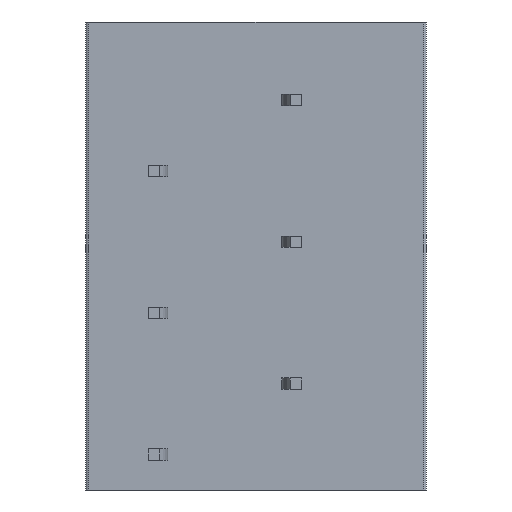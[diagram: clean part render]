
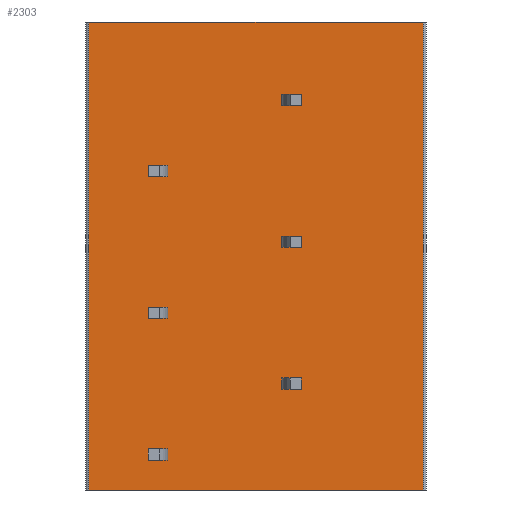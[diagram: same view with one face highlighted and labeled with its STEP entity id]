
A CAD part, front view. The second image highlights one B-rep face of the part: STEP entity #2303.
In plain terms, the highlighted planar face has unit normal (0, -1, 0).
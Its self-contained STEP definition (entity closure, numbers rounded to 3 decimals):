
#42=DIRECTION('',(1.,0.,0.));
#43=VECTOR('',#42,11.8);
#44=CARTESIAN_POINT('',(-5.9,-5.75,-13.75));
#45=LINE('',#44,#43);
#63=DIRECTION('',(0.,0.,-1.));
#64=VECTOR('',#63,16.5);
#65=CARTESIAN_POINT('',(5.9,-5.75,2.75));
#66=LINE('',#65,#64);
#67=DIRECTION('',(0.,0.,-1.));
#68=VECTOR('',#67,16.5);
#69=CARTESIAN_POINT('',(-5.9,-5.75,2.75));
#70=LINE('',#69,#68);
#71=DIRECTION('',(1.,0.,0.));
#72=VECTOR('',#71,0.4);
#73=CARTESIAN_POINT('',(1.2,-5.75,-0.2));
#74=LINE('',#73,#72);
#75=DIRECTION('',(0.,0.,1.));
#76=VECTOR('',#75,0.4);
#77=CARTESIAN_POINT('',(1.6,-5.75,-0.2));
#78=LINE('',#77,#76);
#79=DIRECTION('',(1.,0.,0.));
#80=VECTOR('',#79,0.4);
#81=CARTESIAN_POINT('',(1.2,-5.75,0.2));
#82=LINE('',#81,#80);
#83=DIRECTION('',(0.,0.,1.));
#84=VECTOR('',#83,0.4);
#85=CARTESIAN_POINT('',(1.2,-5.75,-0.2));
#86=LINE('',#85,#84);
#87=DIRECTION('',(1.,0.,0.));
#88=VECTOR('',#87,0.4);
#89=CARTESIAN_POINT('',(1.2,-5.75,-5.2));
#90=LINE('',#89,#88);
#91=DIRECTION('',(0.,0.,1.));
#92=VECTOR('',#91,0.4);
#93=CARTESIAN_POINT('',(1.6,-5.75,-5.2));
#94=LINE('',#93,#92);
#95=DIRECTION('',(1.,0.,0.));
#96=VECTOR('',#95,0.4);
#97=CARTESIAN_POINT('',(1.2,-5.75,-4.8));
#98=LINE('',#97,#96);
#99=DIRECTION('',(0.,0.,1.));
#100=VECTOR('',#99,0.4);
#101=CARTESIAN_POINT('',(1.2,-5.75,-5.2));
#102=LINE('',#101,#100);
#103=DIRECTION('',(1.,0.,0.));
#104=VECTOR('',#103,0.4);
#105=CARTESIAN_POINT('',(1.2,-5.75,-10.2));
#106=LINE('',#105,#104);
#107=DIRECTION('',(0.,0.,1.));
#108=VECTOR('',#107,0.4);
#109=CARTESIAN_POINT('',(1.6,-5.75,-10.2));
#110=LINE('',#109,#108);
#111=DIRECTION('',(1.,0.,0.));
#112=VECTOR('',#111,0.4);
#113=CARTESIAN_POINT('',(1.2,-5.75,-9.8));
#114=LINE('',#113,#112);
#115=DIRECTION('',(0.,0.,1.));
#116=VECTOR('',#115,0.4);
#117=CARTESIAN_POINT('',(1.2,-5.75,-10.2));
#118=LINE('',#117,#116);
#119=DIRECTION('',(1.,0.,0.));
#120=VECTOR('',#119,0.4);
#121=CARTESIAN_POINT('',(-3.8,-5.75,-2.7));
#122=LINE('',#121,#120);
#123=DIRECTION('',(0.,0.,1.));
#124=VECTOR('',#123,0.4);
#125=CARTESIAN_POINT('',(-3.4,-5.75,-2.7));
#126=LINE('',#125,#124);
#127=DIRECTION('',(1.,0.,0.));
#128=VECTOR('',#127,0.4);
#129=CARTESIAN_POINT('',(-3.8,-5.75,-2.3));
#130=LINE('',#129,#128);
#131=DIRECTION('',(0.,0.,1.));
#132=VECTOR('',#131,0.4);
#133=CARTESIAN_POINT('',(-3.8,-5.75,-2.7));
#134=LINE('',#133,#132);
#135=DIRECTION('',(1.,0.,0.));
#136=VECTOR('',#135,0.4);
#137=CARTESIAN_POINT('',(-3.8,-5.75,-7.7));
#138=LINE('',#137,#136);
#139=DIRECTION('',(0.,0.,1.));
#140=VECTOR('',#139,0.4);
#141=CARTESIAN_POINT('',(-3.4,-5.75,-7.7));
#142=LINE('',#141,#140);
#143=DIRECTION('',(1.,0.,0.));
#144=VECTOR('',#143,0.4);
#145=CARTESIAN_POINT('',(-3.8,-5.75,-7.3));
#146=LINE('',#145,#144);
#147=DIRECTION('',(0.,0.,1.));
#148=VECTOR('',#147,0.4);
#149=CARTESIAN_POINT('',(-3.8,-5.75,-7.7));
#150=LINE('',#149,#148);
#151=DIRECTION('',(1.,0.,0.));
#152=VECTOR('',#151,0.4);
#153=CARTESIAN_POINT('',(-3.8,-5.75,-12.7));
#154=LINE('',#153,#152);
#155=DIRECTION('',(0.,0.,1.));
#156=VECTOR('',#155,0.4);
#157=CARTESIAN_POINT('',(-3.4,-5.75,-12.7));
#158=LINE('',#157,#156);
#159=DIRECTION('',(1.,0.,0.));
#160=VECTOR('',#159,0.4);
#161=CARTESIAN_POINT('',(-3.8,-5.75,-12.3));
#162=LINE('',#161,#160);
#163=DIRECTION('',(0.,0.,1.));
#164=VECTOR('',#163,0.4);
#165=CARTESIAN_POINT('',(-3.8,-5.75,-12.7));
#166=LINE('',#165,#164);
#197=DIRECTION('',(1.,0.,0.));
#198=VECTOR('',#197,11.8);
#199=CARTESIAN_POINT('',(-5.9,-5.75,2.75));
#200=LINE('',#199,#198);
#1714=CARTESIAN_POINT('',(5.9,-5.75,-13.75));
#1716=VERTEX_POINT('',#1714);
#1717=CARTESIAN_POINT('',(5.9,-5.75,2.75));
#1718=VERTEX_POINT('',#1717);
#1745=CARTESIAN_POINT('',(-5.9,-5.75,-13.75));
#1747=VERTEX_POINT('',#1745);
#1751=CARTESIAN_POINT('',(-5.9,-5.75,2.75));
#1752=VERTEX_POINT('',#1751);
#1765=CARTESIAN_POINT('',(1.2,-5.75,-0.2));
#1766=CARTESIAN_POINT('',(1.6,-5.75,-0.2));
#1767=VERTEX_POINT('',#1765);
#1768=VERTEX_POINT('',#1766);
#1769=CARTESIAN_POINT('',(1.2,-5.75,0.2));
#1770=CARTESIAN_POINT('',(1.6,-5.75,0.2));
#1771=VERTEX_POINT('',#1769);
#1772=VERTEX_POINT('',#1770);
#1785=CARTESIAN_POINT('',(-3.8,-5.75,-2.7));
#1786=CARTESIAN_POINT('',(-3.4,-5.75,-2.7));
#1787=VERTEX_POINT('',#1785);
#1788=VERTEX_POINT('',#1786);
#1789=CARTESIAN_POINT('',(-3.8,-5.75,-2.3));
#1790=CARTESIAN_POINT('',(-3.4,-5.75,-2.3));
#1791=VERTEX_POINT('',#1789);
#1792=VERTEX_POINT('',#1790);
#2015=CARTESIAN_POINT('',(1.2,-5.75,-5.2));
#2016=CARTESIAN_POINT('',(1.6,-5.75,-5.2));
#2017=VERTEX_POINT('',#2015);
#2018=VERTEX_POINT('',#2016);
#2019=CARTESIAN_POINT('',(1.2,-5.75,-4.8));
#2020=CARTESIAN_POINT('',(1.6,-5.75,-4.8));
#2021=VERTEX_POINT('',#2019);
#2022=VERTEX_POINT('',#2020);
#2035=CARTESIAN_POINT('',(1.2,-5.75,-10.2));
#2036=CARTESIAN_POINT('',(1.6,-5.75,-10.2));
#2037=VERTEX_POINT('',#2035);
#2038=VERTEX_POINT('',#2036);
#2039=CARTESIAN_POINT('',(1.2,-5.75,-9.8));
#2040=CARTESIAN_POINT('',(1.6,-5.75,-9.8));
#2041=VERTEX_POINT('',#2039);
#2042=VERTEX_POINT('',#2040);
#2055=CARTESIAN_POINT('',(-3.8,-5.75,-7.7));
#2056=CARTESIAN_POINT('',(-3.4,-5.75,-7.7));
#2057=VERTEX_POINT('',#2055);
#2058=VERTEX_POINT('',#2056);
#2059=CARTESIAN_POINT('',(-3.8,-5.75,-7.3));
#2060=CARTESIAN_POINT('',(-3.4,-5.75,-7.3));
#2061=VERTEX_POINT('',#2059);
#2062=VERTEX_POINT('',#2060);
#2075=CARTESIAN_POINT('',(-3.8,-5.75,-12.7));
#2076=CARTESIAN_POINT('',(-3.4,-5.75,-12.7));
#2077=VERTEX_POINT('',#2075);
#2078=VERTEX_POINT('',#2076);
#2079=CARTESIAN_POINT('',(-3.8,-5.75,-12.3));
#2080=CARTESIAN_POINT('',(-3.4,-5.75,-12.3));
#2081=VERTEX_POINT('',#2079);
#2082=VERTEX_POINT('',#2080);
#2230=CARTESIAN_POINT('',(-6.,-5.75,-13.75));
#2231=DIRECTION('',(0.,-1.,0.));
#2232=DIRECTION('',(1.,0.,0.));
#2233=AXIS2_PLACEMENT_3D('',#2230,#2231,#2232);
#2234=PLANE('',#2233);
#2235=ORIENTED_EDGE('',*,*,#2222,.T.);
#2236=ORIENTED_EDGE('',*,*,#2178,.F.);
#2238=ORIENTED_EDGE('',*,*,#2237,.F.);
#2240=ORIENTED_EDGE('',*,*,#2239,.T.);
#2241=EDGE_LOOP('',(#2235,#2236,#2238,#2240));
#2242=FACE_OUTER_BOUND('',#2241,.F.);
#2244=ORIENTED_EDGE('',*,*,#2243,.T.);
#2246=ORIENTED_EDGE('',*,*,#2245,.T.);
#2248=ORIENTED_EDGE('',*,*,#2247,.F.);
#2250=ORIENTED_EDGE('',*,*,#2249,.F.);
#2251=EDGE_LOOP('',(#2244,#2246,#2248,#2250));
#2252=FACE_BOUND('',#2251,.F.);
#2254=ORIENTED_EDGE('',*,*,#2253,.T.);
#2256=ORIENTED_EDGE('',*,*,#2255,.T.);
#2258=ORIENTED_EDGE('',*,*,#2257,.F.);
#2260=ORIENTED_EDGE('',*,*,#2259,.F.);
#2261=EDGE_LOOP('',(#2254,#2256,#2258,#2260));
#2262=FACE_BOUND('',#2261,.F.);
#2264=ORIENTED_EDGE('',*,*,#2263,.T.);
#2266=ORIENTED_EDGE('',*,*,#2265,.T.);
#2268=ORIENTED_EDGE('',*,*,#2267,.F.);
#2270=ORIENTED_EDGE('',*,*,#2269,.F.);
#2271=EDGE_LOOP('',(#2264,#2266,#2268,#2270));
#2272=FACE_BOUND('',#2271,.F.);
#2274=ORIENTED_EDGE('',*,*,#2273,.T.);
#2276=ORIENTED_EDGE('',*,*,#2275,.T.);
#2278=ORIENTED_EDGE('',*,*,#2277,.F.);
#2280=ORIENTED_EDGE('',*,*,#2279,.F.);
#2281=EDGE_LOOP('',(#2274,#2276,#2278,#2280));
#2282=FACE_BOUND('',#2281,.F.);
#2284=ORIENTED_EDGE('',*,*,#2283,.T.);
#2286=ORIENTED_EDGE('',*,*,#2285,.T.);
#2288=ORIENTED_EDGE('',*,*,#2287,.F.);
#2290=ORIENTED_EDGE('',*,*,#2289,.F.);
#2291=EDGE_LOOP('',(#2284,#2286,#2288,#2290));
#2292=FACE_BOUND('',#2291,.F.);
#2294=ORIENTED_EDGE('',*,*,#2293,.T.);
#2296=ORIENTED_EDGE('',*,*,#2295,.T.);
#2298=ORIENTED_EDGE('',*,*,#2297,.F.);
#2300=ORIENTED_EDGE('',*,*,#2299,.F.);
#2301=EDGE_LOOP('',(#2294,#2296,#2298,#2300));
#2302=FACE_BOUND('',#2301,.F.);
#2303=ADVANCED_FACE('',(#2242,#2252,#2262,#2272,#2282,#2292,#2302),#2234,.T.);
#2178=EDGE_CURVE('',#1747,#1716,#45,.T.);
#2222=EDGE_CURVE('',#1718,#1716,#66,.T.);
#2237=EDGE_CURVE('',#1752,#1747,#70,.T.);
#2239=EDGE_CURVE('',#1752,#1718,#200,.T.);
#2243=EDGE_CURVE('',#1767,#1768,#74,.T.);
#2245=EDGE_CURVE('',#1768,#1772,#78,.T.);
#2247=EDGE_CURVE('',#1771,#1772,#82,.T.);
#2249=EDGE_CURVE('',#1767,#1771,#86,.T.);
#2253=EDGE_CURVE('',#2017,#2018,#90,.T.);
#2255=EDGE_CURVE('',#2018,#2022,#94,.T.);
#2257=EDGE_CURVE('',#2021,#2022,#98,.T.);
#2259=EDGE_CURVE('',#2017,#2021,#102,.T.);
#2263=EDGE_CURVE('',#2037,#2038,#106,.T.);
#2265=EDGE_CURVE('',#2038,#2042,#110,.T.);
#2267=EDGE_CURVE('',#2041,#2042,#114,.T.);
#2269=EDGE_CURVE('',#2037,#2041,#118,.T.);
#2273=EDGE_CURVE('',#1787,#1788,#122,.T.);
#2275=EDGE_CURVE('',#1788,#1792,#126,.T.);
#2277=EDGE_CURVE('',#1791,#1792,#130,.T.);
#2279=EDGE_CURVE('',#1787,#1791,#134,.T.);
#2283=EDGE_CURVE('',#2057,#2058,#138,.T.);
#2285=EDGE_CURVE('',#2058,#2062,#142,.T.);
#2287=EDGE_CURVE('',#2061,#2062,#146,.T.);
#2289=EDGE_CURVE('',#2057,#2061,#150,.T.);
#2293=EDGE_CURVE('',#2077,#2078,#154,.T.);
#2295=EDGE_CURVE('',#2078,#2082,#158,.T.);
#2297=EDGE_CURVE('',#2081,#2082,#162,.T.);
#2299=EDGE_CURVE('',#2077,#2081,#166,.T.);
